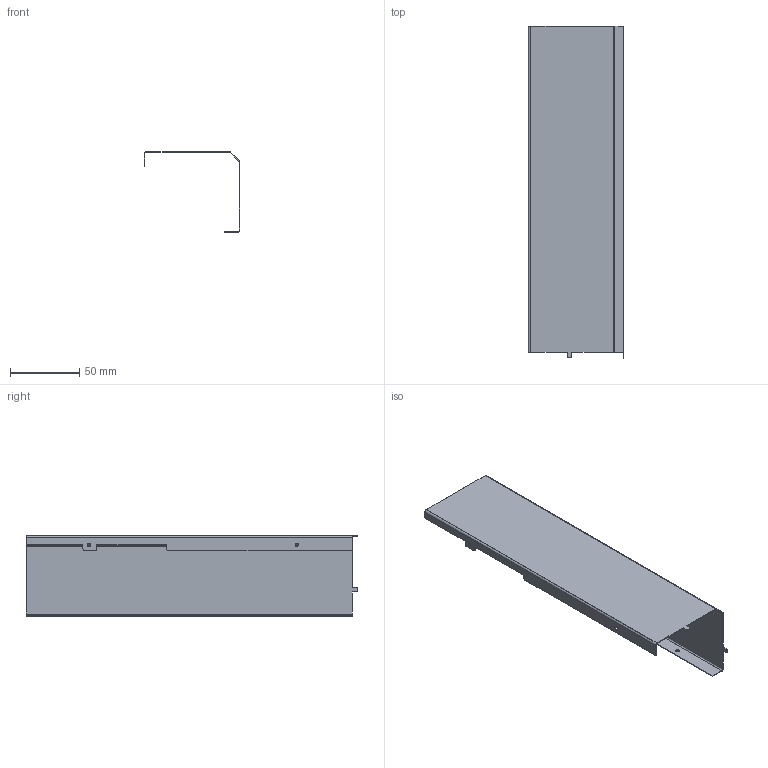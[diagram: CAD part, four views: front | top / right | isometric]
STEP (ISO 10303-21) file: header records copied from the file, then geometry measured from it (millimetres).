
FILE_DESCRIPTION(/* description */ (''),/* implementation_level */ '2;1');
FILE_NAME(/* name */ 'e278c6d0-d4e3-4d5d-a7d3-3ea9a8f79e6c.stp',/* time_stamp */ '2017-12-20T18:55:29+00:00',/* author */ (''),/* organization */ (''),/* preprocessor_version */ 'ST-DEVELOPER v16.13',/* originating_system */ 'Autodesk Translation Framework v6.5.0.72',/* authorisation */ '');
FILE_SCHEMA (('AUTOMOTIVE_DESIGN { 1 0 10303 214 3 1 1 }'));
Length unit declared in the file: millimetre
Products named in the file (2): MotorShield Left; MotorShield Left_1
Assembly tree (1 placements, depth 2):
  MotorShield Left
    MotorShield Left_1
Bounding box: 69 x 239 x 58 mm (x, y, z)
Volume: 16490.1 mm3; surface area: 66363.2 mm2
Topology: 1 solids, 1 shells, 59 faces, 159 edges, 102 vertices
Faces by surface type: plane 40, cylinder 19
Full cylindrical faces by diameter (mm): 2.5 x4
Entity records: 1924 total; most frequent: DIRECTION 327, CARTESIAN_POINT 324, ORIENTED_EDGE 318, EDGE_CURVE 159, LINE 117, VECTOR 117, AXIS2_PLACEMENT_3D 105, VERTEX_POINT 102
